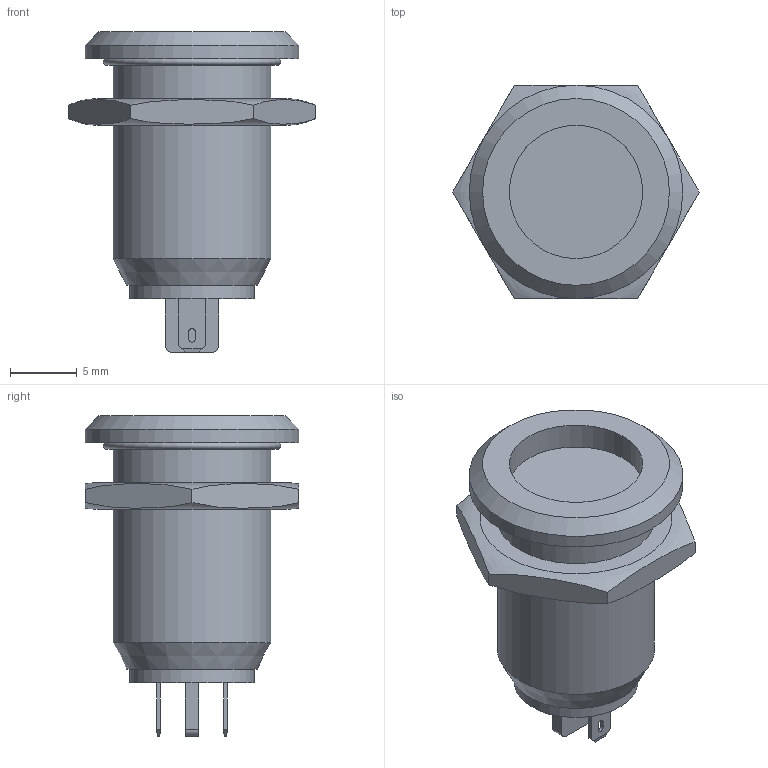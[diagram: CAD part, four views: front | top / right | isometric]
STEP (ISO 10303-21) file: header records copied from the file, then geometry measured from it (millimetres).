
FILE_DESCRIPTION(/* description */ (''),/* implementation_level */ '2;1');
FILE_NAME(/* name */ '5f8e0ac9f9cdbb0ff69c4fbd',/* time_stamp */ '2020-10-19T21:53:13+00:00',/* author */ (''),/* organization */ (''),/* preprocessor_version */ 'ST-DEVELOPER v16.7',/* originating_system */ $,/* authorisation */ $);
FILE_SCHEMA (('AUTOMOTIVE_DESIGN {1 0 10303 214 3 1 1}'));
Length unit declared in the file: metre
Products named in the file (6): LED; blue plastic; o-ring; led gold tab; led; nut
Assembly tree (6 placements, depth 2):
  LED
    blue plastic
    o-ring
    led gold tab  x2
    led
    nut
Bounding box: 18.48 x 16 x 24 mm (x, y, z)
Volume: 2360.6 mm3; surface area: 2136.3 mm2
Topology: 6 solids, 6 shells, 64 faces, 140 edges, 92 vertices
Faces by surface type: plane 46, cylinder 12, torus 4, cone 2
Full cylindrical faces by diameter (mm): 9.3 x2, 10 x1, 11.8 x2, 16 x1
Entity records: 1469 total; most frequent: CARTESIAN_POINT 269, DIRECTION 222, ORIENTED_EDGE 184, EDGE_CURVE 92, AXIS2_PLACEMENT_3D 85, EDGE_LOOP 72, FACE_BOUND 72, VERTEX_POINT 68
